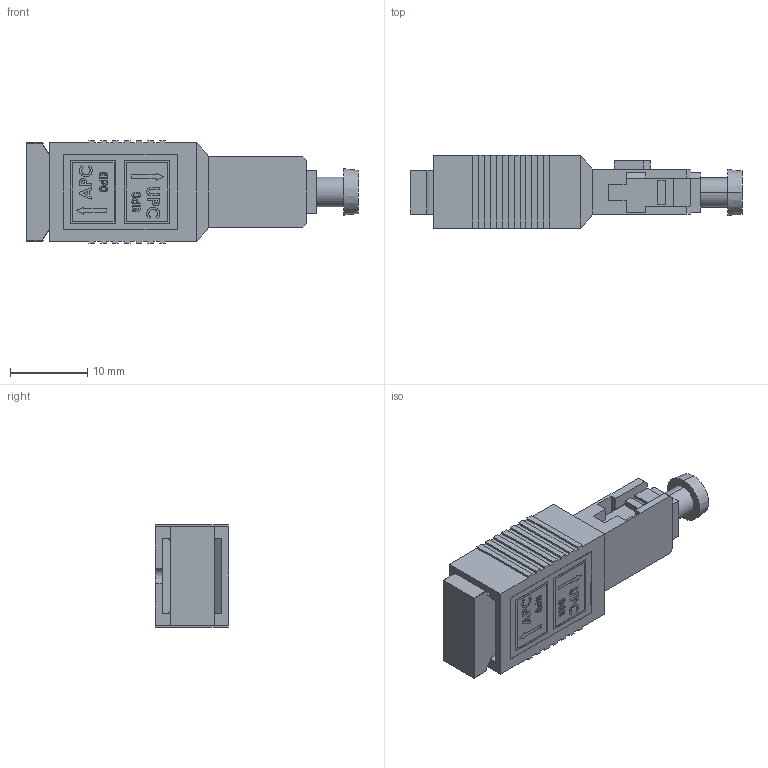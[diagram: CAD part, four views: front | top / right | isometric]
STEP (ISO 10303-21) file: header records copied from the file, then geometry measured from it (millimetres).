
FILE_DESCRIPTION (( 'STEP AP214' ), '1' );
FILE_NAME ('FOA-SM-SCAFSCM_3D.STEP', '2020-07-13T14:59:23', ( '' ), ( '' ), 'SwSTEP 2.0', 'SolidWorks 2018', '' );
FILE_SCHEMA (( 'AUTOMOTIVE_DESIGN' ));
Length unit declared in the file: inch
Products named in the file (6): FOA-SM-SC-MA1 LABEL; 3AB09-008; DSTCP-SC; FOA-SM-SCFSCAM-INSIDE; FOA-SM-SCAFSCM_3D; FOA-SM-SCFSCAM
Assembly tree (5 placements, depth 2):
  FOA-SM-SCAFSCM_3D
    FOA-SM-SCFSCAM
    FOA-SM-SCFSCAM-INSIDE
    DSTCP-SC
    3AB09-008
    FOA-SM-SC-MA1 LABEL
Bounding box: 42.93 x 9.45 x 13.21 mm (x, y, z)
Volume: 2208.6 mm3; surface area: 4865 mm2
Topology: 5 solids, 5 shells, 463 faces, 1205 edges, 788 vertices
Faces by surface type: plane 316, bspline 86, cylinder 45, torus 10, cone 6
Entity records: 23052 total; most frequent: CARTESIAN_POINT 8562, ORIENTED_EDGE 2410, DIRECTION 1853, EDGE_CURVE 1205, LINE 935, VECTOR 935, VERTEX_POINT 788, EDGE_LOOP 505
